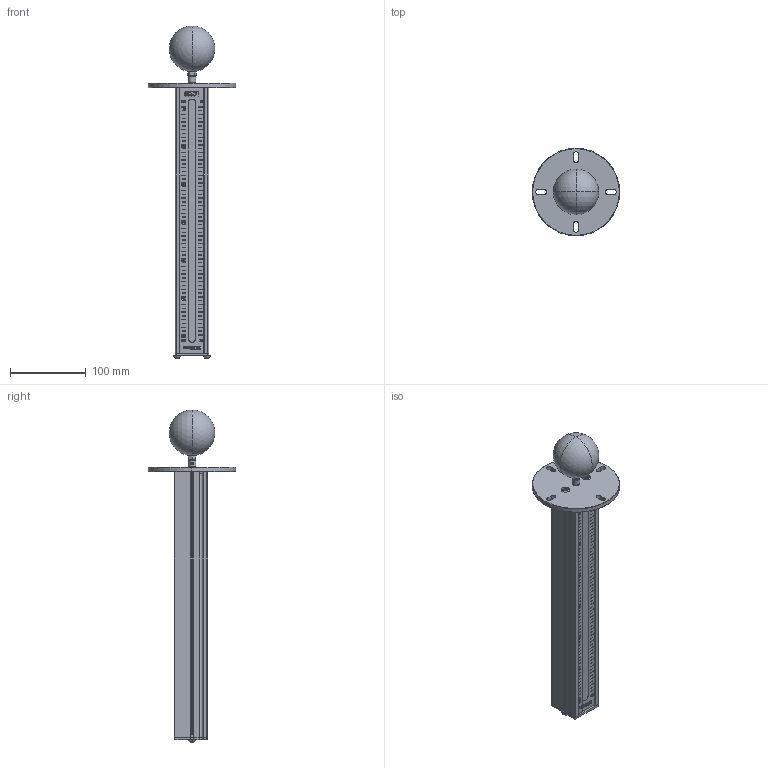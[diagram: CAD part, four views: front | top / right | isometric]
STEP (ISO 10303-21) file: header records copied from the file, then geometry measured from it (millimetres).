
FILE_DESCRIPTION((''),'2;1');
FILE_NAME('LC230-300D6_ASM','2021-10-16T',('Administrator'),(''),'CREO PARAMETRIC BY PTC INC, 2014350','CREO PARAMETRIC BY PTC INC, 2014350','');
FILE_SCHEMA(('CONFIG_CONTROL_DESIGN'));
Length unit declared in the file: millimetre
Products named in the file (14): LC230-43X43-L350_1; LC220-01FL_1; LC220-03_2; LC230-SG_1; LC220-ZXG366_1; LC210-FQ-6CM-M6_4_1; LC210-FQ-6CM-M6_4_2; LC210-FQ-6CM-M6_4_ASM; LC210-04CH-03_4; LC220-01ASM-300_ASM_1_ASM; LC230-34-300-ZX_1; GB_T_70_2-2015_M5_8__1; LC230-300D6_ASM_1_ASM; LC230-300D6_ASM
Assembly tree (16 placements, depth 5):
  LC230-300D6_ASM
    LC230-300D6_ASM_1_ASM
      LC230-43X43-L350_1
      LC220-01FL_1
      LC220-03_2
      LC230-SG_1
      LC220-01ASM-300_ASM_1_ASM
        LC220-ZXG366_1
        LC210-FQ-6CM-M6_4_ASM
          LC210-FQ-6CM-M6_4_1
          LC210-FQ-6CM-M6_4_2
        LC210-04CH-03_4
      LC230-34-300-ZX_1
      GB_T_70_2-2015_M5_8__1  x4
Bounding box: 115 x 115 x 436.95 mm (x, y, z)
Volume: 429130.1 mm3; surface area: 228257.4 mm2
Topology: 13 solids, 17 shells, 2235 faces, 6278 edges, 4186 vertices
Faces by surface type: plane 1970, cylinder 147, cone 52, bspline 29, torus 23, sphere 14
Entity records: 73122 total; most frequent: CARTESIAN_POINT 16808, ORIENTED_EDGE 12198, DIRECTION 10584, EDGE_CURVE 6112, VECTOR 5392, LINE 5392, VERTEX_POINT 4099, AXIS2_PLACEMENT_3D 2596
